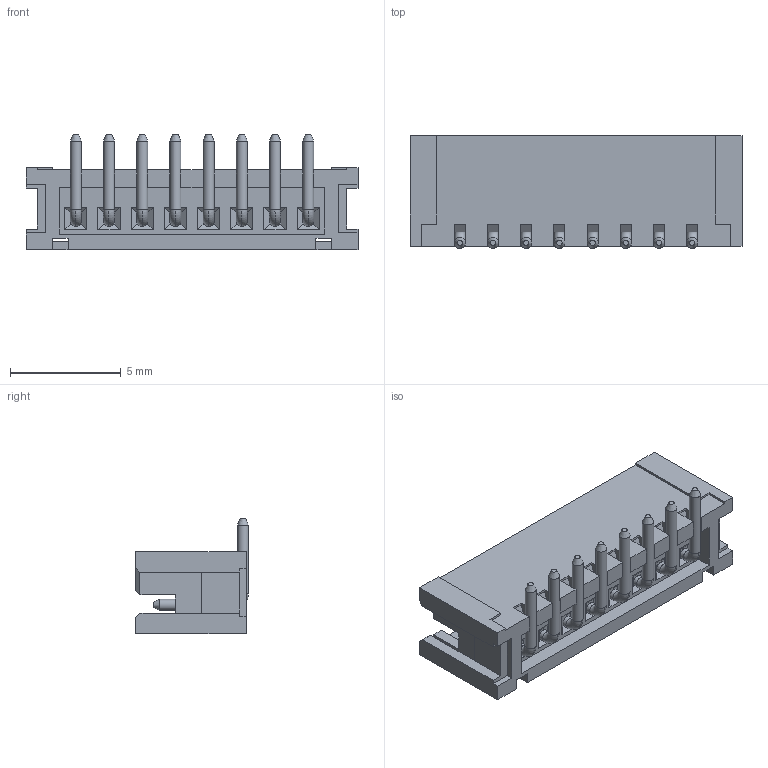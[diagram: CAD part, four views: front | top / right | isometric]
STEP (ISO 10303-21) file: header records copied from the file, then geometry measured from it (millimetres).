
FILE_DESCRIPTION( ('This file contains a STEP AP42 implementation' ,'as created by ZW3D STEP Interface translator.') ,'2;1' );
FILE_NAME( 'WF1501-WMXXXX1.stp' ,'23 417.1525 5', (''), ('ZWCAD Software Co.'), 'Version 1.0', 'ZW3D to STEP translator', '' );
FILE_SCHEMA(('AUTOMOTIVE_DESIGN { 1 0 10303 214 1 1 1 1 }'));
Length unit declared in the file: millimetre
Products named in the file (2): 0; wf1501-wm03
Bounding box: 15 x 5.1 x 5.2 mm (x, y, z)
Volume: 128.8 mm3; surface area: 512.9 mm2
Topology: 1 solids, 1 shells, 276 faces, 710 edges, 440 vertices
Faces by surface type: plane 220, cylinder 24, torus 16, cone 16
Full cylindrical faces by diameter (mm): 0.5 x24
Entity records: 8555 total; most frequent: ORIENTED_EDGE 1436, CARTESIAN_POINT 1427, DIRECTION 1384, EDGE_CURVE 710, VECTOR 590, LINE 590, VERTEX_POINT 440, AXIS2_PLACEMENT_3D 397
